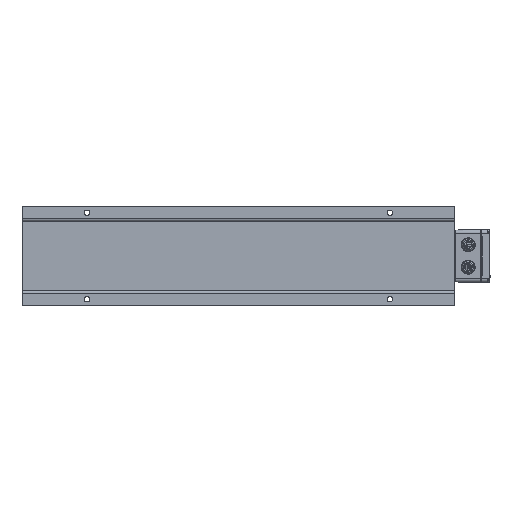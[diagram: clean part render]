
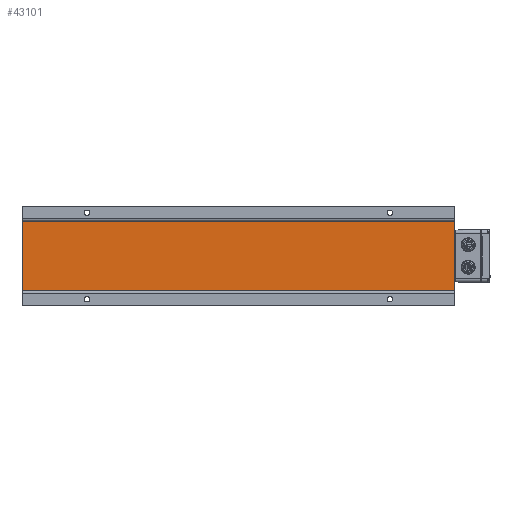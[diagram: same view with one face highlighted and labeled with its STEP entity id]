
A CAD part, front view. The second image highlights one B-rep face of the part: STEP entity #43101.
In plain terms, the highlighted planar face has unit normal (0, -1, 0).
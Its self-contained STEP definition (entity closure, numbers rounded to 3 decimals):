
#3226=PLANE('',#45582);
#4935=FACE_OUTER_BOUND('',#7288,.T.);
#7288=EDGE_LOOP('',(#31895,#31896,#31897,#31898));
#10360=LINE('',#65802,#14459);
#10396=LINE('',#65915,#14495);
#10397=LINE('',#65917,#14496);
#10398=LINE('',#65918,#14497);
#14459=VECTOR('',#51500,10.);
#14495=VECTOR('',#51586,10.);
#14496=VECTOR('',#51587,10.);
#14497=VECTOR('',#51588,10.);
#18877=VERTEX_POINT('',#65798);
#18879=VERTEX_POINT('',#65801);
#18931=VERTEX_POINT('',#65914);
#18932=VERTEX_POINT('',#65916);
#23640=EDGE_CURVE('',#18877,#18879,#10360,.T.);
#23700=EDGE_CURVE('',#18931,#18877,#10396,.T.);
#23701=EDGE_CURVE('',#18931,#18932,#10397,.T.);
#23702=EDGE_CURVE('',#18879,#18932,#10398,.T.);
#31895=ORIENTED_EDGE('',*,*,#23700,.F.);
#31896=ORIENTED_EDGE('',*,*,#23701,.T.);
#31897=ORIENTED_EDGE('',*,*,#23702,.F.);
#31898=ORIENTED_EDGE('',*,*,#23640,.F.);
#43101=ADVANCED_FACE('',(#4935),#3226,.T.);
#45582=AXIS2_PLACEMENT_3D('',#65913,#51584,#51585);
#51500=DIRECTION('',(0.,0.,-1.));
#51584=DIRECTION('center_axis',(0.,-1.,0.));
#51585=DIRECTION('ref_axis',(-1.,0.,0.));
#51586=DIRECTION('',(1.,0.,0.));
#51587=DIRECTION('',(0.,0.,-1.));
#51588=DIRECTION('',(-1.,0.,0.));
#65798=CARTESIAN_POINT('',(500.,-350.,80.));
#65801=CARTESIAN_POINT('',(500.,-350.,-80.));
#65802=CARTESIAN_POINT('',(500.,-350.,80.));
#65913=CARTESIAN_POINT('Origin',(500.,-350.,80.));
#65914=CARTESIAN_POINT('',(-500.,-350.,80.));
#65915=CARTESIAN_POINT('',(-500.,-350.,80.));
#65916=CARTESIAN_POINT('',(-500.,-350.,-80.));
#65917=CARTESIAN_POINT('',(-500.,-350.,80.));
#65918=CARTESIAN_POINT('',(-500.,-350.,-80.));
